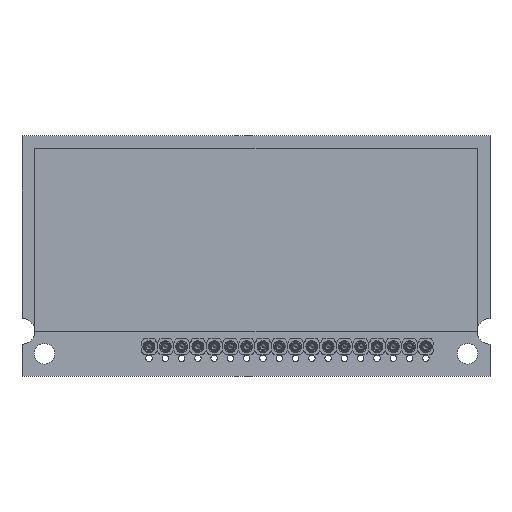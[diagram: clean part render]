
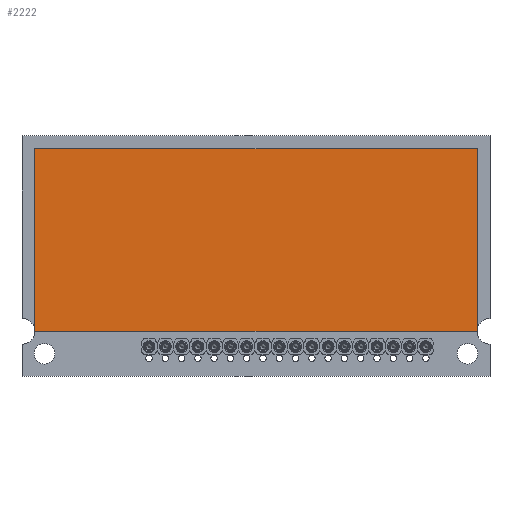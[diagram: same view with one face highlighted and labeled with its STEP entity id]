
A CAD part, top view. The second image highlights one B-rep face of the part: STEP entity #2222.
In plain terms, the highlighted planar face has unit normal (0, 0, 1).
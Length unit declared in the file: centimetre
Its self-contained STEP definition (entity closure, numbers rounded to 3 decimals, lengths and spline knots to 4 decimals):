
#690=VERTEX_POINT('',#3521);
#691=VERTEX_POINT('',#3522);
#694=VERTEX_POINT('',#3530);
#696=VERTEX_POINT('',#3536);
#801=VECTOR('',#2864,1.);
#805=VECTOR('',#2869,1.);
#808=VECTOR('',#2873,1.);
#811=VECTOR('',#2877,1.);
#907=LINE('',#3520,#801);
#911=LINE('',#3529,#805);
#914=LINE('',#3535,#808);
#917=LINE('',#3541,#811);
#1093=EDGE_CURVE('',#690,#691,#907,.T.);
#1097=EDGE_CURVE('',#691,#694,#911,.T.);
#1100=EDGE_CURVE('',#694,#696,#914,.T.);
#1103=EDGE_CURVE('',#696,#690,#917,.T.);
#1432=ORIENTED_EDGE('',*,*,#1093,.F.);
#1433=ORIENTED_EDGE('',*,*,#1103,.F.);
#1434=ORIENTED_EDGE('',*,*,#1100,.F.);
#1435=ORIENTED_EDGE('',*,*,#1097,.F.);
#1828=EDGE_LOOP('',(#1432,#1433,#1434,#1435));
#2082=FACE_BOUND('',#1828,.T.);
#2222=ADVANCED_FACE('',(#2082),#3893,.T.);
#2414=AXIS2_PLACEMENT_3D('',#3543,#2879,$);
#2864=DIRECTION('',(1.,0.,0.));
#2869=DIRECTION('',(0.,-1.,0.));
#2873=DIRECTION('',(-1.,0.,0.));
#2877=DIRECTION('',(0.,1.,0.));
#2879=DIRECTION('',(0.,0.,1.));
#3520=CARTESIAN_POINT('',(6.9,2.85,0.9));
#3521=CARTESIAN_POINT('',(0.,2.85,0.9));
#3522=CARTESIAN_POINT('',(6.9,2.85,0.9));
#3529=CARTESIAN_POINT('',(6.9,0.,0.9));
#3530=CARTESIAN_POINT('',(6.9,0.,0.9));
#3535=CARTESIAN_POINT('',(0.,0.,0.9));
#3536=CARTESIAN_POINT('',(0.,0.,0.9));
#3541=CARTESIAN_POINT('',(0.,2.85,0.9));
#3543=CARTESIAN_POINT('',(3.45,1.425,0.9));
#3893=PLANE('',#2414);
